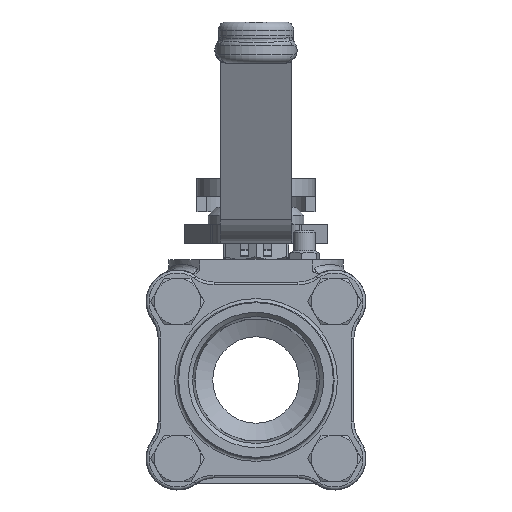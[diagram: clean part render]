
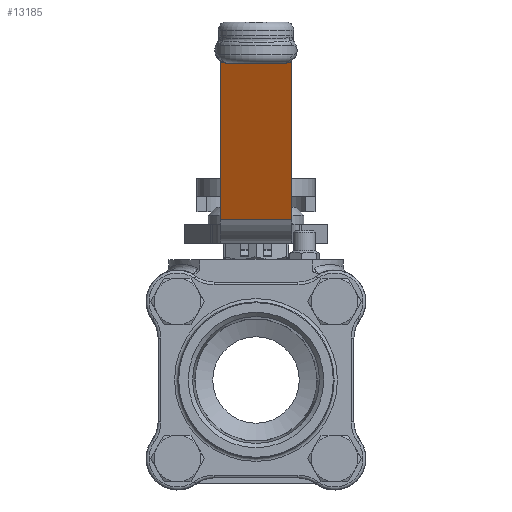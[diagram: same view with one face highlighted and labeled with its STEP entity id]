
A CAD part, front view. The second image highlights one B-rep face of the part: STEP entity #13185.
In plain terms, the highlighted face is planar.
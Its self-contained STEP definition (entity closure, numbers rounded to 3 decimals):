
#12254=CARTESIAN_POINT('',(66.366,13.0,66.071));
#12255=VERTEX_POINT('',#12254);
#12263=CARTESIAN_POINT('',(39.595,13.0,8.661));
#12264=VERTEX_POINT('',#12263);
#12265=CARTESIAN_POINT('',(39.595,13.0,8.661));
#12266=DIRECTION('',(0.423,0.0,0.906));
#12267=VECTOR('',#12266,63.346);
#12268=LINE('',#12265,#12267);
#12269=EDGE_CURVE('',#12264,#12255,#12268,.T.);
#13087=CARTESIAN_POINT('',(39.595,-13.0,8.661));
#13088=VERTEX_POINT('',#13087);
#13096=CARTESIAN_POINT('',(66.366,-13.0,66.071));
#13097=VERTEX_POINT('',#13096);
#13098=CARTESIAN_POINT('',(66.366,-13.0,66.071));
#13099=DIRECTION('',(-0.423,0.0,-0.906));
#13100=VECTOR('',#13099,63.346);
#13101=LINE('',#13098,#13100);
#13102=EDGE_CURVE('',#13097,#13088,#13101,.T.);
#13153=CARTESIAN_POINT('',(39.595,13.0,8.661));
#13154=DIRECTION('',(0.0,-1.0,0.0));
#13155=VECTOR('',#13154,26.0);
#13156=LINE('',#13153,#13155);
#13157=EDGE_CURVE('',#12264,#13088,#13156,.T.);
#13169=CARTESIAN_POINT('',(39.595,0.0,8.661));
#13170=DIRECTION('',(0.906,0.0,-0.423));
#13171=DIRECTION('',(-0.423,0.0,-0.906));
#13172=AXIS2_PLACEMENT_3D('',#13169,#13170,#13171);
#13173=PLANE('',#13172);
#13174=ORIENTED_EDGE('',*,*,#12269,.T.);
#13175=CARTESIAN_POINT('',(66.366,13.0,66.071));
#13176=DIRECTION('',(0.0,-1.0,0.0));
#13177=VECTOR('',#13176,26.0);
#13178=LINE('',#13175,#13177);
#13179=EDGE_CURVE('',#12255,#13097,#13178,.T.);
#13180=ORIENTED_EDGE('',*,*,#13179,.T.);
#13181=ORIENTED_EDGE('',*,*,#13102,.T.);
#13182=ORIENTED_EDGE('',*,*,#13157,.F.);
#13183=EDGE_LOOP('',(#13174,#13180,#13181,#13182));
#13184=FACE_OUTER_BOUND('',#13183,.T.);
#13185=ADVANCED_FACE('',(#13184),#13173,.T.);
